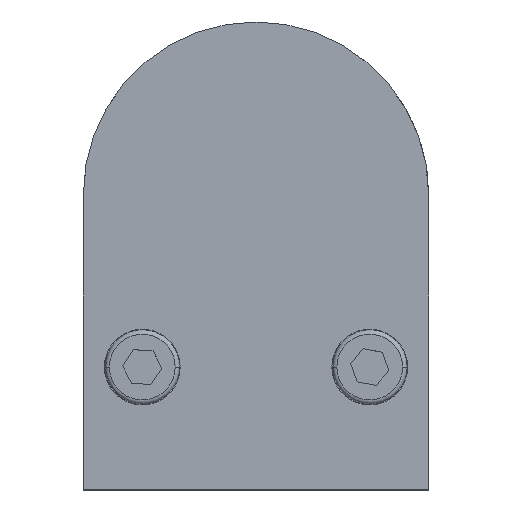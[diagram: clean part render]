
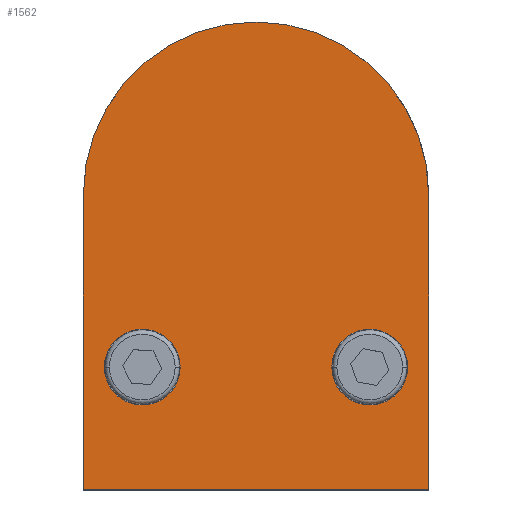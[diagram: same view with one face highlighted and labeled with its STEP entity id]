
A CAD part, top view. The second image highlights one B-rep face of the part: STEP entity #1562.
In plain terms, the highlighted planar face has unit normal (0, 0, 1).
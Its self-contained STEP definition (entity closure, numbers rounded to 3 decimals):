
#34 = EDGE_LOOP ( 'NONE', ( #300, #3163 ) ) ;
#113 = ORIENTED_EDGE ( 'NONE', *, *, #1206, .T. ) ;
#151 = DIRECTION ( 'NONE',  ( 0., 0., 1. ) ) ;
#281 = VERTEX_POINT ( 'NONE', #2707 ) ;
#287 = ORIENTED_EDGE ( 'NONE', *, *, #1520, .F. ) ;
#300 = ORIENTED_EDGE ( 'NONE', *, *, #2807, .F. ) ;
#377 = CARTESIAN_POINT ( 'NONE',  ( -9., 39.038, 14.25 ) ) ;
#382 = CARTESIAN_POINT ( 'NONE',  ( 9., 39.038, 14.25 ) ) ;
#423 = CARTESIAN_POINT ( 'NONE',  ( 13.5, 39.038, 14.25 ) ) ;
#442 = EDGE_CURVE ( 'NONE', #3235, #1535, #2188, .T. ) ;
#613 = VERTEX_POINT ( 'NONE', #1591 ) ;
#628 = CARTESIAN_POINT ( 'NONE',  ( 20.5, 0., 14.25 ) ) ;
#639 = CARTESIAN_POINT ( 'NONE',  ( -20.5, 0., 14.25 ) ) ;
#651 = FACE_BOUND ( 'NONE', #34, .T. ) ;
#664 = DIRECTION ( 'NONE',  ( 0., 0., 1. ) ) ;
#720 = AXIS2_PLACEMENT_3D ( 'NONE', #423, #2010, #2810 ) ;
#825 = AXIS2_PLACEMENT_3D ( 'NONE', #1432, #664, #1205 ) ;
#833 = DIRECTION ( 'NONE',  ( 1., 0., 0. ) ) ;
#1064 = VERTEX_POINT ( 'NONE', #3264 ) ;
#1111 = FACE_BOUND ( 'NONE', #1513, .T. ) ;
#1182 = ORIENTED_EDGE ( 'NONE', *, *, #2058, .T. ) ;
#1205 = DIRECTION ( 'NONE',  ( 1., 0., 0. ) ) ;
#1206 = EDGE_CURVE ( 'NONE', #613, #2440, #2343, .T. ) ;
#1268 = ORIENTED_EDGE ( 'NONE', *, *, #442, .F. ) ;
#1302 = DIRECTION ( 'NONE',  ( 0., 0., 1. ) ) ;
#1432 = CARTESIAN_POINT ( 'NONE',  ( -13.5, 39.038, 14.25 ) ) ;
#1513 = EDGE_LOOP ( 'NONE', ( #2734, #1268 ) ) ;
#1520 = EDGE_CURVE ( 'NONE', #1064, #281, #2940, .T. ) ;
#1535 = VERTEX_POINT ( 'NONE', #2674 ) ;
#1562 = ADVANCED_FACE ( 'NONE', ( #651, #1111, #2204 ), #2457, .T. ) ;
#1591 = CARTESIAN_POINT ( 'NONE',  ( 20.5, 59.5, 14.25 ) ) ;
#1593 = DIRECTION ( 'NONE',  ( 1., 0., 0. ) ) ;
#1605 = VERTEX_POINT ( 'NONE', #1930 ) ;
#1625 = CARTESIAN_POINT ( 'NONE',  ( 47.6, 24.496, 14.25 ) ) ;
#1650 = DIRECTION ( 'NONE',  ( 0., -1., 0. ) ) ;
#1689 = VECTOR ( 'NONE', #2993, 1000. ) ;
#1691 = DIRECTION ( 'NONE',  ( 1., 0., 0. ) ) ;
#1696 = DIRECTION ( 'NONE',  ( 0., 0., 1. ) ) ;
#1706 = CIRCLE ( 'NONE', #825, 4.5 ) ;
#1742 = CIRCLE ( 'NONE', #3159, 4.5 ) ;
#1930 = CARTESIAN_POINT ( 'NONE',  ( -18., 39.038, 14.25 ) ) ;
#1940 = DIRECTION ( 'NONE',  ( 0., 0., 1. ) ) ;
#1941 = DIRECTION ( 'NONE',  ( 0., 1., 0. ) ) ;
#1967 = EDGE_LOOP ( 'NONE', ( #287, #1182, #113, #2925 ) ) ;
#2010 = DIRECTION ( 'NONE',  ( 0., 0., 1. ) ) ;
#2058 = EDGE_CURVE ( 'NONE', #1064, #613, #3086, .T. ) ;
#2188 = CIRCLE ( 'NONE', #720, 4.5 ) ;
#2204 = FACE_OUTER_BOUND ( 'NONE', #1967, .T. ) ;
#2216 = EDGE_CURVE ( 'NONE', #1605, #2416, #1742, .T. ) ;
#2243 = DIRECTION ( 'NONE',  ( 1., 0., 0. ) ) ;
#2256 = CARTESIAN_POINT ( 'NONE',  ( 0., 59.5, 14.25 ) ) ;
#2343 = CIRCLE ( 'NONE', #2556, 20.5 ) ;
#2416 = VERTEX_POINT ( 'NONE', #377 ) ;
#2440 = VERTEX_POINT ( 'NONE', #2678 ) ;
#2457 = PLANE ( 'NONE',  #3052 ) ;
#2470 = VECTOR ( 'NONE', #1650, 1000. ) ;
#2520 = AXIS2_PLACEMENT_3D ( 'NONE', #2920, #1940, #1691 ) ;
#2556 = AXIS2_PLACEMENT_3D ( 'NONE', #2256, #151, #2243 ) ;
#2623 = CIRCLE ( 'NONE', #2520, 4.5 ) ;
#2674 = CARTESIAN_POINT ( 'NONE',  ( 18., 39.038, 14.25 ) ) ;
#2678 = CARTESIAN_POINT ( 'NONE',  ( -20.5, 59.5, 14.25 ) ) ;
#2690 = CARTESIAN_POINT ( 'NONE',  ( 0., 59.5, 14.25 ) ) ;
#2707 = CARTESIAN_POINT ( 'NONE',  ( -20.5, 24.496, 14.25 ) ) ;
#2734 = ORIENTED_EDGE ( 'NONE', *, *, #2860, .F. ) ;
#2752 = LINE ( 'NONE', #639, #2470 ) ;
#2807 = EDGE_CURVE ( 'NONE', #2416, #1605, #1706, .T. ) ;
#2810 = DIRECTION ( 'NONE',  ( 1., 0., 0. ) ) ;
#2860 = EDGE_CURVE ( 'NONE', #1535, #3235, #2623, .T. ) ;
#2920 = CARTESIAN_POINT ( 'NONE',  ( 13.5, 39.038, 14.25 ) ) ;
#2925 = ORIENTED_EDGE ( 'NONE', *, *, #3228, .T. ) ;
#2940 = LINE ( 'NONE', #1625, #1689 ) ;
#2993 = DIRECTION ( 'NONE',  ( -1., 0., 0. ) ) ;
#2998 = VECTOR ( 'NONE', #1941, 1000. ) ;
#3052 = AXIS2_PLACEMENT_3D ( 'NONE', #2690, #1696, #833 ) ;
#3086 = LINE ( 'NONE', #628, #2998 ) ;
#3159 = AXIS2_PLACEMENT_3D ( 'NONE', #3168, #1302, #1593 ) ;
#3163 = ORIENTED_EDGE ( 'NONE', *, *, #2216, .F. ) ;
#3168 = CARTESIAN_POINT ( 'NONE',  ( -13.5, 39.038, 14.25 ) ) ;
#3228 = EDGE_CURVE ( 'NONE', #2440, #281, #2752, .T. ) ;
#3235 = VERTEX_POINT ( 'NONE', #382 ) ;
#3264 = CARTESIAN_POINT ( 'NONE',  ( 20.5, 24.496, 14.25 ) ) ;
